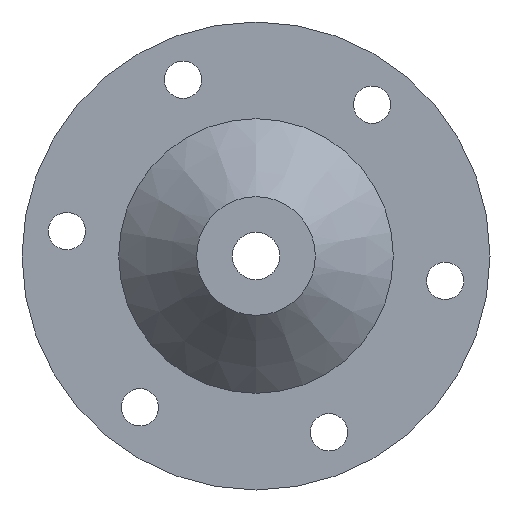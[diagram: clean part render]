
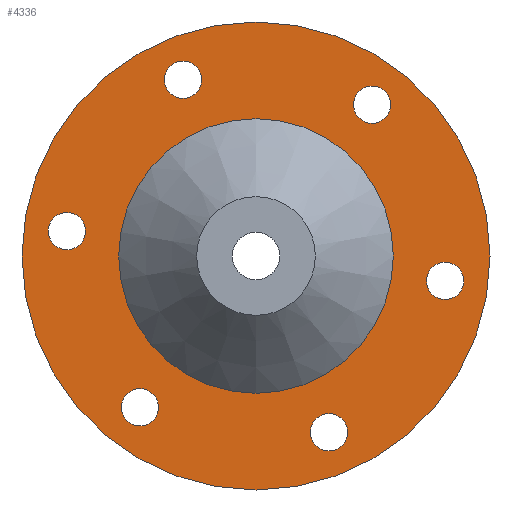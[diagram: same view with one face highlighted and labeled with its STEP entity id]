
A CAD part, front view. The second image highlights one B-rep face of the part: STEP entity #4336.
In plain terms, the highlighted planar face has unit normal (0, -1, 0).
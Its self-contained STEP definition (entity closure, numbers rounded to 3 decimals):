
#54 = CARTESIAN_POINT ( 'NONE',  ( 0., 53., 0. ) ) ;
#523 = EDGE_LOOP ( 'NONE', ( #2925 ) ) ;
#549 = CARTESIAN_POINT ( 'NONE',  ( -111.538, 53., 25.684 ) ) ;
#1040 = FACE_OUTER_BOUND ( 'NONE', #2475, .T. ) ;
#1046 = ORIENTED_EDGE ( 'NONE', *, *, #10177, .T. ) ;
#1089 = FACE_BOUND ( 'NONE', #10050, .T. ) ;
#1187 = FACE_BOUND ( 'NONE', #2244, .T. ) ;
#1237 = CARTESIAN_POINT ( 'NONE',  ( 111.538, 53., -3.684 ) ) ;
#1242 = DIRECTION ( 'NONE',  ( 0., -1., 0. ) ) ;
#1526 = CARTESIAN_POINT ( 'NONE',  ( 43.052, 53., -103.936 ) ) ;
#1597 = CARTESIAN_POINT ( 'NONE',  ( 0., 53., -138. ) ) ;
#1819 = DIRECTION ( 'NONE',  ( 0., 0., 1. ) ) ;
#2027 = CARTESIAN_POINT ( 'NONE',  ( -111.538, 53., 14.684 ) ) ;
#2066 = CARTESIAN_POINT ( 'NONE',  ( -43.052, 53., 114.936 ) ) ;
#2069 = CARTESIAN_POINT ( 'NONE',  ( 68.486, 53., 89.252 ) ) ;
#2117 = VERTEX_POINT ( 'NONE', #9921 ) ;
#2244 = EDGE_LOOP ( 'NONE', ( #4815 ) ) ;
#2433 = DIRECTION ( 'NONE',  ( 0., -1., 0. ) ) ;
#2475 = EDGE_LOOP ( 'NONE', ( #1046 ) ) ;
#2543 = DIRECTION ( 'NONE',  ( 0., 0., 1. ) ) ;
#2749 = FACE_BOUND ( 'NONE', #523, .T. ) ;
#2763 = DIRECTION ( 'NONE',  ( 0., 0., 1. ) ) ;
#2798 = VERTEX_POINT ( 'NONE', #2066 ) ;
#2895 = DIRECTION ( 'NONE',  ( 0., 0., -1. ) ) ;
#2925 = ORIENTED_EDGE ( 'NONE', *, *, #8717, .F. ) ;
#2947 = VERTEX_POINT ( 'NONE', #6124 ) ;
#3564 = EDGE_CURVE ( 'NONE', #2117, #2117, #5750, .T. ) ;
#3588 = DIRECTION ( 'NONE',  ( 0., -1., 0. ) ) ;
#3678 = ORIENTED_EDGE ( 'NONE', *, *, #3949, .F. ) ;
#3886 = VERTEX_POINT ( 'NONE', #1597 ) ;
#3949 = EDGE_CURVE ( 'NONE', #6019, #6019, #6580, .T. ) ;
#4215 = DIRECTION ( 'NONE',  ( 0., 1., 0. ) ) ;
#4336 = ADVANCED_FACE ( 'NONE', ( #1187, #9872, #8313, #2749, #7338, #1089, #5135, #1040 ), #5725, .F. ) ;
#4363 = VERTEX_POINT ( 'NONE', #1237 ) ;
#4465 = EDGE_LOOP ( 'NONE', ( #8646 ) ) ;
#4640 = ORIENTED_EDGE ( 'NONE', *, *, #7958, .F. ) ;
#4708 = ORIENTED_EDGE ( 'NONE', *, *, #9351, .F. ) ;
#4815 = ORIENTED_EDGE ( 'NONE', *, *, #6109, .F. ) ;
#5135 = FACE_BOUND ( 'NONE', #5543, .T. ) ;
#5193 = DIRECTION ( 'NONE',  ( 0., 0., 1. ) ) ;
#5230 = CIRCLE ( 'NONE', #7893, 11. ) ;
#5234 = CARTESIAN_POINT ( 'NONE',  ( 68.486, 53., 100.252 ) ) ;
#5543 = EDGE_LOOP ( 'NONE', ( #4708 ) ) ;
#5653 = CIRCLE ( 'NONE', #7632, 138. ) ;
#5725 = PLANE ( 'NONE',  #8399 ) ;
#5750 = CIRCLE ( 'NONE', #7898, 11. ) ;
#5863 = EDGE_CURVE ( 'NONE', #4363, #4363, #9865, .T. ) ;
#5971 = VERTEX_POINT ( 'NONE', #5234 ) ;
#6019 = VERTEX_POINT ( 'NONE', #549 ) ;
#6109 = EDGE_CURVE ( 'NONE', #2947, #2947, #7216, .T. ) ;
#6124 = CARTESIAN_POINT ( 'NONE',  ( -68.486, 53., -78.252 ) ) ;
#6377 = AXIS2_PLACEMENT_3D ( 'NONE', #6496, #2433, #2543 ) ;
#6383 = VERTEX_POINT ( 'NONE', #7887 ) ;
#6466 = AXIS2_PLACEMENT_3D ( 'NONE', #54, #8693, #9526 ) ;
#6496 = CARTESIAN_POINT ( 'NONE',  ( 111.538, 53., -14.684 ) ) ;
#6580 = CIRCLE ( 'NONE', #9735, 11. ) ;
#6669 = DIRECTION ( 'NONE',  ( 0., 0., 1. ) ) ;
#6752 = DIRECTION ( 'NONE',  ( 0., 0., 1. ) ) ;
#6808 = CARTESIAN_POINT ( 'NONE',  ( -43.052, 53., 103.936 ) ) ;
#6865 = AXIS2_PLACEMENT_3D ( 'NONE', #9014, #9114, #6669 ) ;
#7036 = DIRECTION ( 'NONE',  ( 0., 0., 1. ) ) ;
#7085 = ORIENTED_EDGE ( 'NONE', *, *, #3564, .F. ) ;
#7216 = CIRCLE ( 'NONE', #6865, 11. ) ;
#7338 = FACE_BOUND ( 'NONE', #4465, .T. ) ;
#7485 = CARTESIAN_POINT ( 'NONE',  ( 0., 53., 0. ) ) ;
#7629 = DIRECTION ( 'NONE',  ( 0., -1., 0. ) ) ;
#7632 = AXIS2_PLACEMENT_3D ( 'NONE', #7485, #7629, #2895 ) ;
#7816 = DIRECTION ( 'NONE',  ( 0., -1., 0. ) ) ;
#7887 = CARTESIAN_POINT ( 'NONE',  ( 0., 53., -81. ) ) ;
#7893 = AXIS2_PLACEMENT_3D ( 'NONE', #6808, #3588, #2763 ) ;
#7898 = AXIS2_PLACEMENT_3D ( 'NONE', #1526, #7816, #7036 ) ;
#7956 = CIRCLE ( 'NONE', #6466, 81. ) ;
#7958 = EDGE_CURVE ( 'NONE', #2798, #2798, #5230, .T. ) ;
#8288 = CIRCLE ( 'NONE', #9623, 11. ) ;
#8313 = FACE_BOUND ( 'NONE', #9658, .T. ) ;
#8319 = EDGE_LOOP ( 'NONE', ( #3678 ) ) ;
#8399 = AXIS2_PLACEMENT_3D ( 'NONE', #8897, #4215, #1819 ) ;
#8475 = DIRECTION ( 'NONE',  ( 0., -1., 0. ) ) ;
#8646 = ORIENTED_EDGE ( 'NONE', *, *, #5863, .F. ) ;
#8693 = DIRECTION ( 'NONE',  ( 0., -1., 0. ) ) ;
#8717 = EDGE_CURVE ( 'NONE', #5971, #5971, #8288, .T. ) ;
#8897 = CARTESIAN_POINT ( 'NONE',  ( -138., 53., 0. ) ) ;
#9014 = CARTESIAN_POINT ( 'NONE',  ( -68.486, 53., -89.252 ) ) ;
#9114 = DIRECTION ( 'NONE',  ( 0., -1., 0. ) ) ;
#9351 = EDGE_CURVE ( 'NONE', #6383, #6383, #7956, .T. ) ;
#9526 = DIRECTION ( 'NONE',  ( 0., 0., -1. ) ) ;
#9623 = AXIS2_PLACEMENT_3D ( 'NONE', #2069, #1242, #6752 ) ;
#9658 = EDGE_LOOP ( 'NONE', ( #4640 ) ) ;
#9735 = AXIS2_PLACEMENT_3D ( 'NONE', #2027, #8475, #5193 ) ;
#9865 = CIRCLE ( 'NONE', #6377, 11. ) ;
#9872 = FACE_BOUND ( 'NONE', #8319, .T. ) ;
#9921 = CARTESIAN_POINT ( 'NONE',  ( 43.052, 53., -92.936 ) ) ;
#10050 = EDGE_LOOP ( 'NONE', ( #7085 ) ) ;
#10177 = EDGE_CURVE ( 'NONE', #3886, #3886, #5653, .T. ) ;
